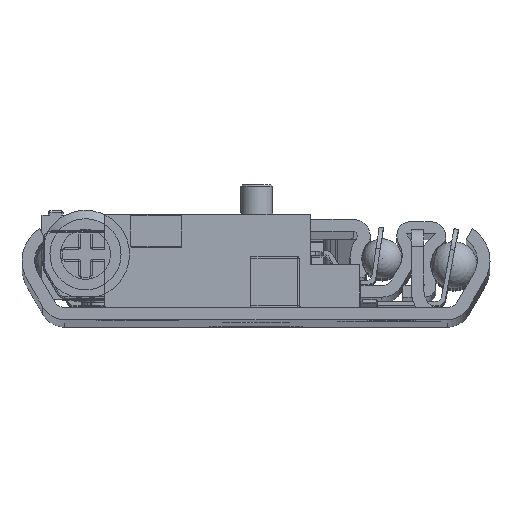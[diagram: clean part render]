
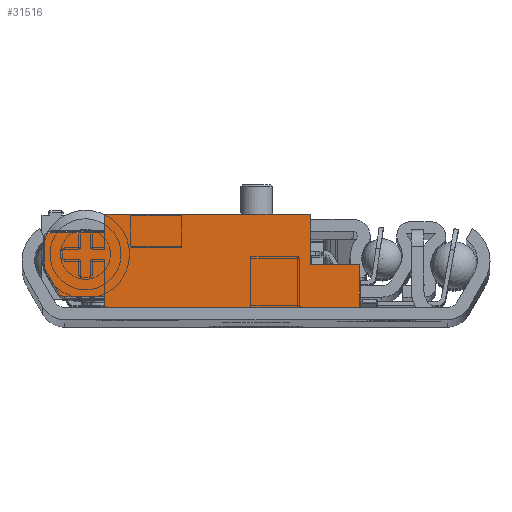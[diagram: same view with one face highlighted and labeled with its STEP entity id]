
A CAD part, top view. The second image highlights one B-rep face of the part: STEP entity #31516.
In plain terms, the highlighted planar face has unit normal (0, 0, 1).
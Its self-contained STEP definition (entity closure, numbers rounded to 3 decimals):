
#1538=PLANE('',#45093);
#4543=FACE_OUTER_BOUND('',#7043,.T.);
#7043=EDGE_LOOP('',(#26872,#26873,#26874,#26875,#26876,#26877,#26878,#26879,
#26880,#26881,#26882,#26883,#26884,#26885,#26886,#26887,#26888));
#10784=VERTEX_POINT('',#70643);
#10785=VERTEX_POINT('',#70645);
#10799=VERTEX_POINT('',#70673);
#10800=VERTEX_POINT('',#70675);
#10801=VERTEX_POINT('',#70679);
#10816=VERTEX_POINT('',#70718);
#10897=VERTEX_POINT('',#70950);
#11029=VERTEX_POINT('',#71638);
#11061=VERTEX_POINT('',#71833);
#11063=VERTEX_POINT('',#71839);
#11064=VERTEX_POINT('',#71844);
#11065=VERTEX_POINT('',#71847);
#11066=VERTEX_POINT('',#71849);
#11067=VERTEX_POINT('',#71851);
#11068=VERTEX_POINT('',#71853);
#11069=VERTEX_POINT('',#71855);
#11070=VERTEX_POINT('',#71857);
#15955=EDGE_CURVE('',#10784,#10785,#37326,.T.);
#15970=EDGE_CURVE('',#10799,#10800,#37334,.T.);
#15973=EDGE_CURVE('',#10801,#10784,#33536,.T.);
#15993=EDGE_CURVE('',#10816,#10801,#37348,.T.);
#16096=EDGE_CURVE('',#10800,#10897,#37410,.T.);
#16328=EDGE_CURVE('',#10816,#11029,#37529,.T.);
#16394=EDGE_CURVE('',#11061,#10897,#37561,.T.);
#16399=EDGE_CURVE('',#11063,#11061,#37566,.T.);
#16400=EDGE_CURVE('',#11029,#11064,#37567,.T.);
#16401=EDGE_CURVE('',#11064,#11063,#37568,.T.);
#16402=EDGE_CURVE('',#10799,#11065,#37569,.T.);
#16403=EDGE_CURVE('',#11066,#11065,#33688,.T.);
#16404=EDGE_CURVE('',#11067,#11066,#37570,.T.);
#16405=EDGE_CURVE('',#11068,#11067,#33689,.T.);
#16406=EDGE_CURVE('',#11069,#11068,#37571,.T.);
#16407=EDGE_CURVE('',#11070,#11069,#33690,.T.);
#16408=EDGE_CURVE('',#11070,#10785,#37572,.T.);
#26872=ORIENTED_EDGE('',*,*,#15973,.F.);
#26873=ORIENTED_EDGE('',*,*,#15993,.F.);
#26874=ORIENTED_EDGE('',*,*,#16328,.T.);
#26875=ORIENTED_EDGE('',*,*,#16400,.T.);
#26876=ORIENTED_EDGE('',*,*,#16401,.T.);
#26877=ORIENTED_EDGE('',*,*,#16399,.T.);
#26878=ORIENTED_EDGE('',*,*,#16394,.T.);
#26879=ORIENTED_EDGE('',*,*,#16096,.F.);
#26880=ORIENTED_EDGE('',*,*,#15970,.F.);
#26881=ORIENTED_EDGE('',*,*,#16402,.T.);
#26882=ORIENTED_EDGE('',*,*,#16403,.F.);
#26883=ORIENTED_EDGE('',*,*,#16404,.F.);
#26884=ORIENTED_EDGE('',*,*,#16405,.F.);
#26885=ORIENTED_EDGE('',*,*,#16406,.F.);
#26886=ORIENTED_EDGE('',*,*,#16407,.F.);
#26887=ORIENTED_EDGE('',*,*,#16408,.T.);
#26888=ORIENTED_EDGE('',*,*,#15955,.F.);
#31516=ADVANCED_FACE('',(#4543),#1538,.T.);
#33536=CIRCLE('',#44750,0.2);
#33688=CIRCLE('',#45094,0.8);
#33689=CIRCLE('',#45095,0.8);
#33690=CIRCLE('',#45096,0.8);
#37326=LINE('',#70646,#41010);
#37334=LINE('',#70676,#41018);
#37348=LINE('',#70720,#41032);
#37410=LINE('',#70951,#41094);
#37529=LINE('',#71640,#41213);
#37561=LINE('',#71834,#41245);
#37566=LINE('',#71842,#41250);
#37567=LINE('',#71845,#41251);
#37568=LINE('',#71846,#41252);
#37569=LINE('',#71848,#41253);
#37570=LINE('',#71852,#41254);
#37571=LINE('',#71856,#41255);
#37572=LINE('',#71859,#41256);
#41010=VECTOR('',#54894,1.);
#41018=VECTOR('',#54916,2.2);
#41032=VECTOR('',#54958,29.914);
#41094=VECTOR('',#55132,24.314);
#41213=VECTOR('',#55657,0.917);
#41245=VECTOR('',#55829,6.);
#41250=VECTOR('',#55836,5.8);
#41251=VECTOR('',#55839,1.883);
#41252=VECTOR('',#55840,2.2);
#41253=VECTOR('',#55841,6.236);
#41254=VECTOR('',#55844,3.268);
#41255=VECTOR('',#55847,3.155);
#41256=VECTOR('',#55850,4.659);
#44750=AXIS2_PLACEMENT_3D('',#70681,#54921,#54922);
#45093=AXIS2_PLACEMENT_3D('',#71843,#55837,#55838);
#45094=AXIS2_PLACEMENT_3D('',#71850,#55842,#55843);
#45095=AXIS2_PLACEMENT_3D('',#71854,#55845,#55846);
#45096=AXIS2_PLACEMENT_3D('',#71858,#55848,#55849);
#54894=DIRECTION('',(0.,-1.,0.));
#54916=DIRECTION('',(0.,-1.,0.));
#54921=DIRECTION('center_axis',(0.,0.,-1.));
#54922=DIRECTION('ref_axis',(0.707,0.707,0.));
#54958=DIRECTION('',(1.,0.,0.));
#55132=DIRECTION('',(-1.,0.,0.));
#55657=DIRECTION('',(0.,-1.,0.));
#55829=DIRECTION('',(0.,-1.,0.));
#55836=DIRECTION('',(1.,0.,0.));
#55837=DIRECTION('center_axis',(0.,0.,1.));
#55838=DIRECTION('ref_axis',(1.,0.,0.));
#55839=DIRECTION('',(0.,-1.,0.));
#55840=DIRECTION('',(0.,-1.,0.));
#55841=DIRECTION('',(1.,0.,0.));
#55842=DIRECTION('center_axis',(0.,0.,-1.));
#55843=DIRECTION('ref_axis',(1.,0.,0.));
#55844=DIRECTION('',(0.,-1.,0.));
#55845=DIRECTION('center_axis',(0.,0.,-1.));
#55846=DIRECTION('ref_axis',(0.866,0.5,0.));
#55847=DIRECTION('',(0.5,-0.866,0.));
#55848=DIRECTION('center_axis',(0.,0.,-1.));
#55849=DIRECTION('ref_axis',(0.,1.,0.));
#55850=DIRECTION('',(-1.,0.,0.));
#70643=CARTESIAN_POINT('',(16.764,8.8,0.));
#70645=CARTESIAN_POINT('',(16.764,7.8,0.));
#70646=CARTESIAN_POINT('',(16.764,8.,0.));
#70673=CARTESIAN_POINT('',(16.764,0.2,0.));
#70675=CARTESIAN_POINT('',(16.764,-2.,0.));
#70676=CARTESIAN_POINT('',(16.764,8.,0.));
#70679=CARTESIAN_POINT('',(16.564,9.,0.));
#70681=CARTESIAN_POINT('Origin',(16.564,8.8,0.));
#70718=CARTESIAN_POINT('',(-13.35,9.,0.));
#70720=CARTESIAN_POINT('',(16.764,9.,0.));
#70950=CARTESIAN_POINT('',(-7.55,-2.,0.));
#70951=CARTESIAN_POINT('',(16.764,-2.,0.));
#71638=CARTESIAN_POINT('',(-13.35,8.083,0.));
#71640=CARTESIAN_POINT('',(-13.35,8.,0.));
#71833=CARTESIAN_POINT('',(-7.55,4.,0.));
#71834=CARTESIAN_POINT('',(-7.55,-1.,0.));
#71839=CARTESIAN_POINT('',(-13.35,4.,0.));
#71842=CARTESIAN_POINT('',(-9.1,4.,0.));
#71843=CARTESIAN_POINT('Origin',(-7.75,0.,0.));
#71844=CARTESIAN_POINT('',(-13.35,6.2,0.));
#71845=CARTESIAN_POINT('',(-13.35,8.,0.));
#71846=CARTESIAN_POINT('',(-13.35,8.,0.));
#71847=CARTESIAN_POINT('',(23.,0.2,0.));
#71848=CARTESIAN_POINT('',(-7.55,0.2,0.));
#71849=CARTESIAN_POINT('',(23.8,1.,0.));
#71850=CARTESIAN_POINT('Origin',(23.,1.,0.));
#71851=CARTESIAN_POINT('',(23.8,4.268,0.));
#71852=CARTESIAN_POINT('',(23.8,4.268,0.));
#71853=CARTESIAN_POINT('',(23.693,4.668,0.));
#71854=CARTESIAN_POINT('Origin',(23.,4.268,0.));
#71855=CARTESIAN_POINT('',(22.115,7.4,0.));
#71856=CARTESIAN_POINT('',(22.115,7.4,0.));
#71857=CARTESIAN_POINT('',(21.423,7.8,0.));
#71858=CARTESIAN_POINT('Origin',(21.423,7.,0.));
#71859=CARTESIAN_POINT('',(21.423,7.8,0.));
